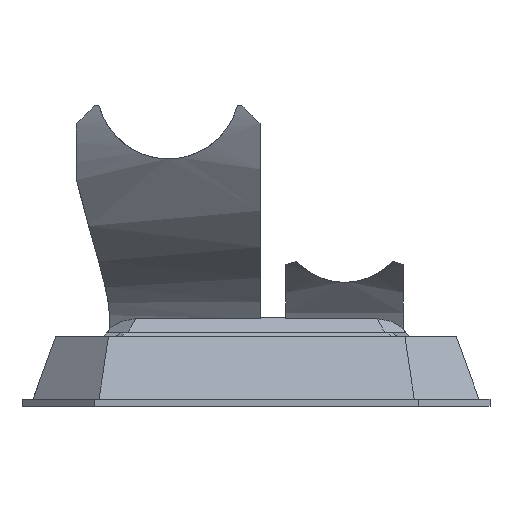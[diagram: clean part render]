
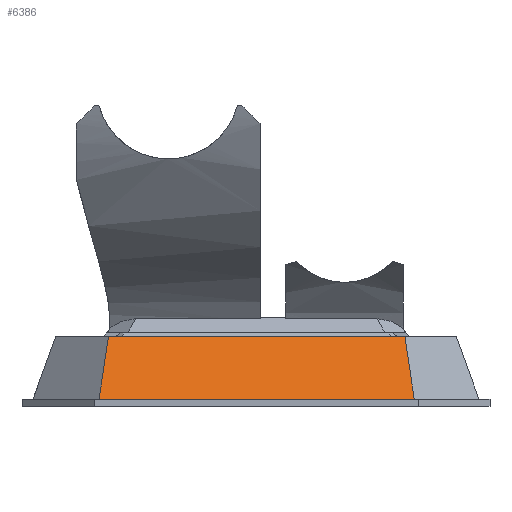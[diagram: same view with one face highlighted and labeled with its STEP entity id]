
A CAD part, left-side view. The second image highlights one B-rep face of the part: STEP entity #6386.
In plain terms, the highlighted planar face has unit normal (-0.94, 0, 0.342).
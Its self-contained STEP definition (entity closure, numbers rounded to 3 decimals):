
#330=PLANE('',#6796);
#649=FACE_OUTER_BOUND('',#1014,.T.);
#1014=EDGE_LOOP('',(#5660,#5661,#5662,#5663));
#1808=LINE('',#10382,#2558);
#1824=LINE('',#10414,#2574);
#1825=LINE('',#10416,#2575);
#1826=LINE('',#10417,#2576);
#2558=VECTOR('',#8135,10.);
#2574=VECTOR('',#8167,10.);
#2575=VECTOR('',#8168,10.);
#2576=VECTOR('',#8169,10.);
#3217=VERTEX_POINT('',#10379);
#3218=VERTEX_POINT('',#10381);
#3226=VERTEX_POINT('',#10413);
#3227=VERTEX_POINT('',#10415);
#4050=EDGE_CURVE('',#3217,#3218,#1808,.F.);
#4066=EDGE_CURVE('',#3226,#3217,#1824,.T.);
#4067=EDGE_CURVE('',#3227,#3226,#1825,.F.);
#4068=EDGE_CURVE('',#3227,#3218,#1826,.F.);
#5660=ORIENTED_EDGE('',*,*,#4066,.F.);
#5661=ORIENTED_EDGE('',*,*,#4067,.F.);
#5662=ORIENTED_EDGE('',*,*,#4068,.T.);
#5663=ORIENTED_EDGE('',*,*,#4050,.F.);
#6386=ADVANCED_FACE('',(#649),#330,.T.);
#6796=AXIS2_PLACEMENT_3D('',#10412,#8165,#8166);
#8135=DIRECTION('',(0.,-1.,0.));
#8165=DIRECTION('center_axis',(-0.94,0.,0.342));
#8166=DIRECTION('ref_axis',(0.,-1.,0.));
#8167=DIRECTION('',(-0.339,-0.14,-0.93));
#8168=DIRECTION('',(0.,1.,0.));
#8169=DIRECTION('',(0.339,-0.14,0.93));
#10379=CARTESIAN_POINT('',(-111.17,-42.977,-0.009));
#10381=CARTESIAN_POINT('',(-111.17,42.82,-0.009));
#10382=CARTESIAN_POINT('',(-111.17,21.657,-0.009));
#10412=CARTESIAN_POINT('Origin',(-106.19,43.314,13.672));
#10413=CARTESIAN_POINT('',(-104.982,-40.414,16.991));
#10414=CARTESIAN_POINT('',(-104.214,-40.096,19.101));
#10415=CARTESIAN_POINT('',(-104.982,40.257,16.991));
#10416=CARTESIAN_POINT('',(-104.982,21.657,16.991));
#10417=CARTESIAN_POINT('',(-105.783,40.589,14.791));
